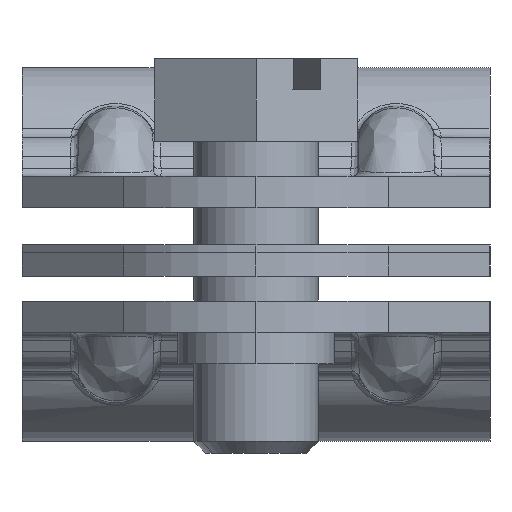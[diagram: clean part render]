
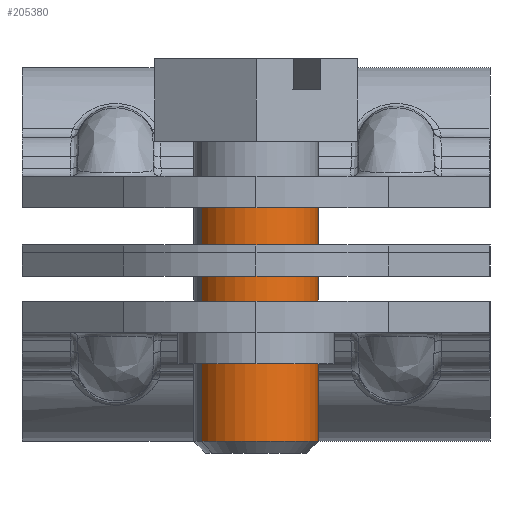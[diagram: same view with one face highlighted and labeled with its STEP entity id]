
A CAD part, left-side view. The second image highlights one B-rep face of the part: STEP entity #205380.
In plain terms, the highlighted cylindrical face has radius 4 mm (diameter 8 mm), a partial arc.
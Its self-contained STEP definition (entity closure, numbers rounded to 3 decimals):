
#204930=CARTESIAN_POINT('',(11.617,0.,0.));
#204940=DIRECTION('',(1.,0.,0.));
#204950=DIRECTION('',(0.,-1.,0.));
#204960=AXIS2_PLACEMENT_3D('',#204930,#204940,#204950);
#204970=CYLINDRICAL_SURFACE('',#204960,4.);
#204980=CARTESIAN_POINT('',(4.,0.,0.));
#204990=DIRECTION('',(1.,0.,0.));
#205000=DIRECTION('',(0.,-1.,0.));
#205010=AXIS2_PLACEMENT_3D('',#204980,#204990,#205000);
#205020=CIRCLE('',#205010,4.);
#205030=CARTESIAN_POINT('',(4.,-4.,0.));
#205040=VERTEX_POINT('',#205030);
#205050=CARTESIAN_POINT('',(4.,0.,-4.));
#205060=VERTEX_POINT('',#205050);
#205070=EDGE_CURVE('',#205040,#205060,#205020,.T.);
#205080=ORIENTED_EDGE('',*,*,#205070,.T.);
#205090=CARTESIAN_POINT('',(11.617,-4.,0.));
#205100=DIRECTION('',(1.,0.,0.));
#205110=VECTOR('',#205100,1.);
#205120=LINE('',#205090,#205110);
#205130=CARTESIAN_POINT('',(19.233,-4.,0.));
#205140=VERTEX_POINT('',#205130);
#205150=EDGE_CURVE('',#205040,#205140,#205120,.T.);
#205160=ORIENTED_EDGE('',*,*,#205150,.F.);
#205170=CARTESIAN_POINT('',(19.233,0.,0.));
#205180=DIRECTION('',(1.,0.,0.));
#205190=DIRECTION('',(0.,1.,0.));
#205200=AXIS2_PLACEMENT_3D('',#205170,#205180,#205190);
#205210=CIRCLE('',#205200,4.);
#205220=CARTESIAN_POINT('',(19.233,4.,0.));
#205230=VERTEX_POINT('',#205220);
#205240=EDGE_CURVE('',#205140,#205230,#205210,.T.);
#205250=ORIENTED_EDGE('',*,*,#205240,.F.);
#205260=CARTESIAN_POINT('',(11.617,4.,0.));
#205270=DIRECTION('',(1.,0.,0.));
#205280=VECTOR('',#205270,1.);
#205290=LINE('',#205260,#205280);
#205300=CARTESIAN_POINT('',(4.,4.,0.));
#205310=VERTEX_POINT('',#205300);
#205320=EDGE_CURVE('',#205310,#205230,#205290,.T.);
#205330=ORIENTED_EDGE('',*,*,#205320,.T.);
#205340=EDGE_CURVE('',#205060,#205310,#205020,.T.);
#205350=ORIENTED_EDGE('',*,*,#205340,.T.);
#205360=EDGE_LOOP('',(#205350,#205330,#205250,#205160,#205080));
#205370=FACE_OUTER_BOUND('',#205360,.T.);
#205380=ADVANCED_FACE('ThreadFace_1',(#205370),#204970,.T.);
